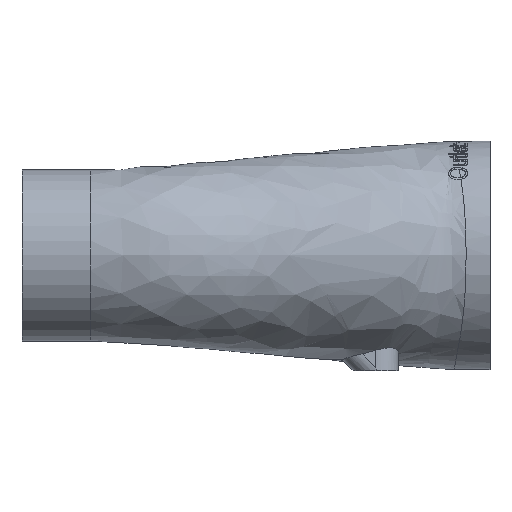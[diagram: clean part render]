
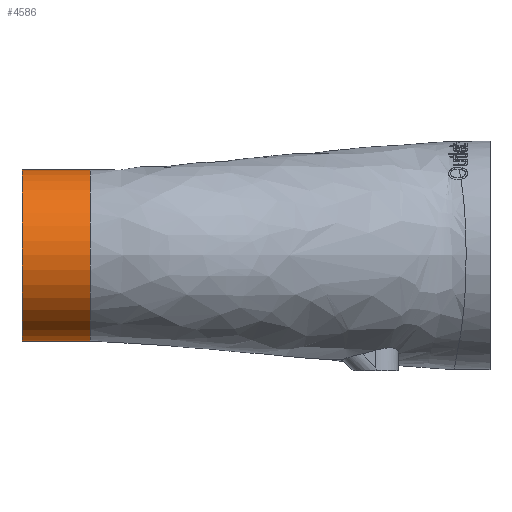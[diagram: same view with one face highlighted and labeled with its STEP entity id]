
A CAD part, front view. The second image highlights one B-rep face of the part: STEP entity #4586.
In plain terms, the highlighted cylindrical face has radius 37.5 mm (diameter 75 mm), a full revolution.
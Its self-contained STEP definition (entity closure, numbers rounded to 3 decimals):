
#81=CIRCLE('',#4769,37.5);
#82=CIRCLE('',#4770,37.5);
#89=CIRCLE('',#4796,37.5);
#126=CYLINDRICAL_SURFACE('',#4795,37.5);
#555=FACE_OUTER_BOUND('',#805,.T.);
#805=EDGE_LOOP('',(#4251,#4252,#4253,#4254,#4255));
#1091=LINE('',#14443,#1374);
#1374=VECTOR('',#5457,37.5);
#2169=VERTEX_POINT('',#13317);
#2170=VERTEX_POINT('',#13346);
#2181=VERTEX_POINT('',#14441);
#2840=EDGE_CURVE('',#2169,#2170,#81,.T.);
#2841=EDGE_CURVE('',#2170,#2169,#82,.T.);
#2873=EDGE_CURVE('',#2181,#2181,#89,.T.);
#2874=EDGE_CURVE('',#2181,#2170,#1091,.T.);
#4251=ORIENTED_EDGE('',*,*,#2873,.T.);
#4252=ORIENTED_EDGE('',*,*,#2874,.T.);
#4253=ORIENTED_EDGE('',*,*,#2840,.F.);
#4254=ORIENTED_EDGE('',*,*,#2841,.F.);
#4255=ORIENTED_EDGE('',*,*,#2874,.F.);
#4586=ADVANCED_FACE('',(#555),#126,.T.);
#4769=AXIS2_PLACEMENT_3D('',#13347,#5392,#5393);
#4770=AXIS2_PLACEMENT_3D('',#13348,#5394,#5395);
#4795=AXIS2_PLACEMENT_3D('',#14440,#5453,#5454);
#4796=AXIS2_PLACEMENT_3D('',#14442,#5455,#5456);
#5392=DIRECTION('center_axis',(1.,0.,0.));
#5393=DIRECTION('ref_axis',(0.,1.,0.));
#5394=DIRECTION('center_axis',(1.,0.,0.));
#5395=DIRECTION('ref_axis',(0.,1.,0.));
#5453=DIRECTION('center_axis',(1.,0.,0.));
#5454=DIRECTION('ref_axis',(0.,0.,1.));
#5455=DIRECTION('center_axis',(1.,0.,0.));
#5456=DIRECTION('ref_axis',(0.,0.,1.));
#5457=DIRECTION('',(1.,0.,0.));
#13317=CARTESIAN_POINT('',(0.,-132.5,0.));
#13346=CARTESIAN_POINT('',(0.,-95.,-37.5));
#13347=CARTESIAN_POINT('Origin',(0.,-95.,0.));
#13348=CARTESIAN_POINT('Origin',(0.,-95.,0.));
#14440=CARTESIAN_POINT('Origin',(0.,-95.,0.));
#14441=CARTESIAN_POINT('',(-30.,-95.,-37.5));
#14442=CARTESIAN_POINT('Origin',(-30.,-95.,0.));
#14443=CARTESIAN_POINT('',(0.,-95.,-37.5));
